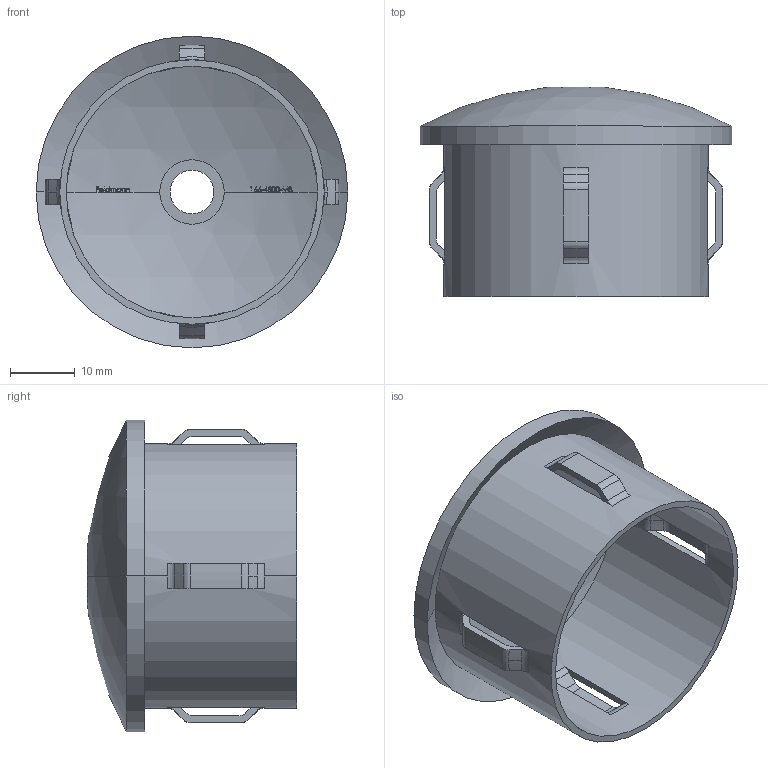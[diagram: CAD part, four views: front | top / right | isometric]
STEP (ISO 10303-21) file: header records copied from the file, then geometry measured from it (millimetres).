
FILE_DESCRIPTION (( 'STEP AP203' ), '1' );
FILE_NAME ('166-4800-M8.step', '2019-09-13T12:01:30', ( '' ), ( '' ), 'SwSTEP 2.0', 'SolidWorks 2015', '' );
FILE_SCHEMA (( 'CONFIG_CONTROL_DESIGN' ));
Length unit declared in the file: millimetre
Products named in the file (1): 166-4800-M8
Bounding box: 48.3 x 32.41 x 48.3 mm (x, y, z)
Volume: 8179.2 mm3; surface area: 11184.9 mm2
Topology: 1 solids, 1 shells, 372 faces, 1034 edges, 666 vertices
Faces by surface type: plane 118, bspline 118, sphere 54, torus 40, cone 22, cylinder 20
Entity records: 17152 total; most frequent: CARTESIAN_POINT 8314, ORIENTED_EDGE 2068, DIRECTION 1522, EDGE_CURVE 1034, VERTEX_POINT 666, AXIS2_PLACEMENT_3D 617, EDGE_LOOP 392, B_SPLINE_CURVE_WITH_KNOTS 384
